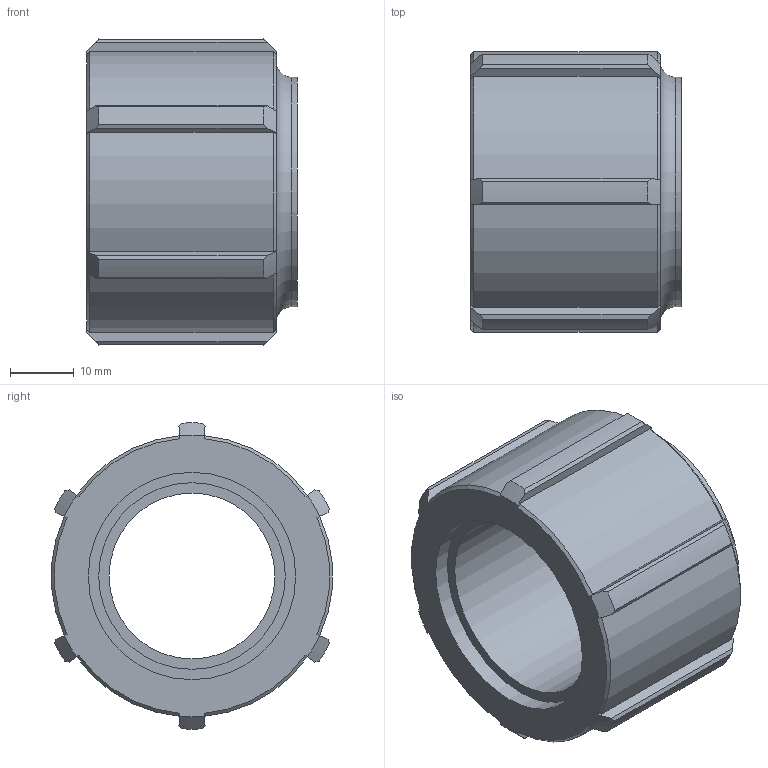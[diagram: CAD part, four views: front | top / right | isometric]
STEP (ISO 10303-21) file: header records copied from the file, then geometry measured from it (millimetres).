
FILE_DESCRIPTION(/* description */ ('PLASSON NUT FOR THREADED ADAPTOR 20'),/* implementation_level */ '2;1');
FILE_NAME(/* name */ '078946020.ipt.stp',/* time_stamp */ '2018-04-09T13:02:12+03:00',/* author */ ('KIM'),/* organization */ (''),/* preprocessor_version */ 'ST-DEVELOPER v15.6',/* originating_system */ 'Autodesk Inventor 2015',/* authorisation */ '');
FILE_SCHEMA (('AUTOMOTIVE_DESIGN { 1 0 10303 214 3 1 1 }'));
Length unit declared in the file: millimetre
Products named in the file (1): 078946020
Bounding box: 33 x 43.99 x 47.99 mm (x, y, z)
Volume: 28617.8 mm3; surface area: 9949 mm2
Topology: 1 solids, 1 shells, 70 faces, 194 edges, 129 vertices
Faces by surface type: plane 29, cone 24, cylinder 16, torus 1
Full cylindrical faces by diameter (mm): 26 x1, 29.25 x1, 32.5 x1, 36 x1
Entity records: 2226 total; most frequent: CARTESIAN_POINT 437, ORIENTED_EDGE 378, DIRECTION 364, EDGE_CURVE 189, VERTEX_POINT 129, AXIS2_PLACEMENT_3D 128, LINE 108, VECTOR 108
